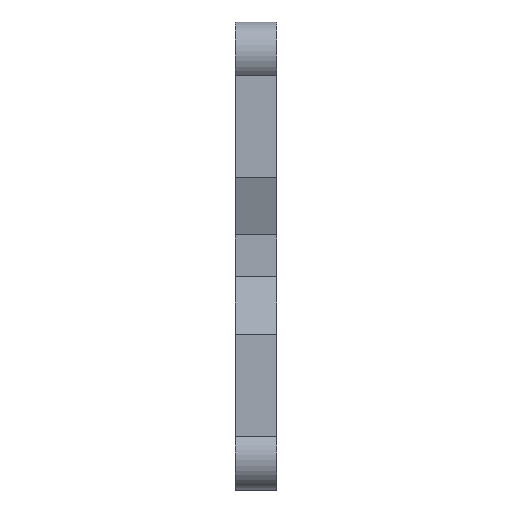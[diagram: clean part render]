
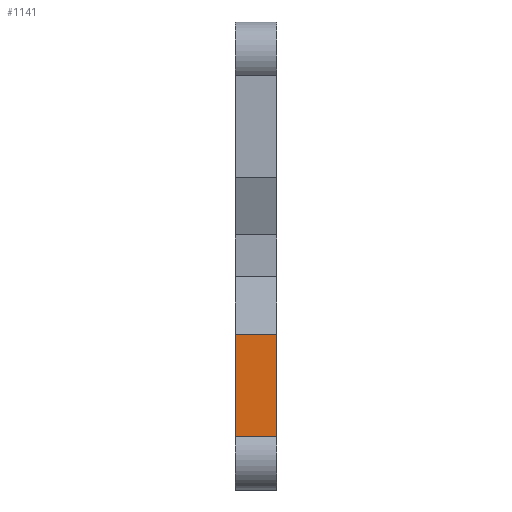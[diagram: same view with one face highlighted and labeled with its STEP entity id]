
A CAD part, left-side view. The second image highlights one B-rep face of the part: STEP entity #1141.
In plain terms, the highlighted planar face has unit normal (-1, 0, 0).
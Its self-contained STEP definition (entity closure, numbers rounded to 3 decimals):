
#41 = EDGE_CURVE ( 'NONE', #2148, #382, #961, .T. ) ;
#134 = VECTOR ( 'NONE', #2870, 1000. ) ;
#169 = CARTESIAN_POINT ( 'NONE',  ( -157.273, 10., -18.715 ) ) ;
#246 = EDGE_CURVE ( 'NONE', #2538, #2635, #2937, .T. ) ;
#258 = DIRECTION ( 'NONE',  ( 1., 0., 0. ) ) ;
#261 = CARTESIAN_POINT ( 'NONE',  ( -157.273, 10., -43.112 ) ) ;
#352 = ORIENTED_EDGE ( 'NONE', *, *, #464, .F. ) ;
#382 = VERTEX_POINT ( 'NONE', #2337 ) ;
#407 = LINE ( 'NONE', #690, #134 ) ;
#464 = EDGE_CURVE ( 'NONE', #2148, #2538, #836, .T. ) ;
#516 = VECTOR ( 'NONE', #2699, 1000. ) ;
#668 = EDGE_LOOP ( 'NONE', ( #352, #2906, #1470, #2087 ) ) ;
#690 = CARTESIAN_POINT ( 'NONE',  ( -157.273, 0., -43.112 ) ) ;
#759 = CARTESIAN_POINT ( 'NONE',  ( -157.273, 303.807, -18.715 ) ) ;
#767 = DIRECTION ( 'NONE',  ( 0., -1., 0. ) ) ;
#836 = LINE ( 'NONE', #2064, #1189 ) ;
#933 = EDGE_CURVE ( 'NONE', #382, #2635, #407, .T. ) ;
#961 = LINE ( 'NONE', #1233, #2988 ) ;
#990 = FACE_OUTER_BOUND ( 'NONE', #668, .T. ) ;
#997 = CARTESIAN_POINT ( 'NONE',  ( -157.273, 0., -18.715 ) ) ;
#1141 = ADVANCED_FACE ( 'NONE', ( #990 ), #2218, .F. ) ;
#1189 = VECTOR ( 'NONE', #3049, 1000. ) ;
#1233 = CARTESIAN_POINT ( 'NONE',  ( -157.273, 10., -43.112 ) ) ;
#1244 = CARTESIAN_POINT ( 'NONE',  ( -157.273, 303.807, -43.112 ) ) ;
#1470 = ORIENTED_EDGE ( 'NONE', *, *, #933, .T. ) ;
#1473 = DIRECTION ( 'NONE',  ( 0., 0., -1. ) ) ;
#1912 = AXIS2_PLACEMENT_3D ( 'NONE', #1244, #258, #1473 ) ;
#2064 = CARTESIAN_POINT ( 'NONE',  ( -157.273, 10., -43.112 ) ) ;
#2087 = ORIENTED_EDGE ( 'NONE', *, *, #246, .F. ) ;
#2148 = VERTEX_POINT ( 'NONE', #261 ) ;
#2218 = PLANE ( 'NONE',  #1912 ) ;
#2337 = CARTESIAN_POINT ( 'NONE',  ( -157.273, 0., -43.112 ) ) ;
#2538 = VERTEX_POINT ( 'NONE', #169 ) ;
#2635 = VERTEX_POINT ( 'NONE', #997 ) ;
#2699 = DIRECTION ( 'NONE',  ( 0., -1., 0. ) ) ;
#2870 = DIRECTION ( 'NONE',  ( 0., 0., 1. ) ) ;
#2906 = ORIENTED_EDGE ( 'NONE', *, *, #41, .T. ) ;
#2937 = LINE ( 'NONE', #759, #516 ) ;
#2988 = VECTOR ( 'NONE', #767, 1000. ) ;
#3049 = DIRECTION ( 'NONE',  ( 0., 0., 1. ) ) ;
